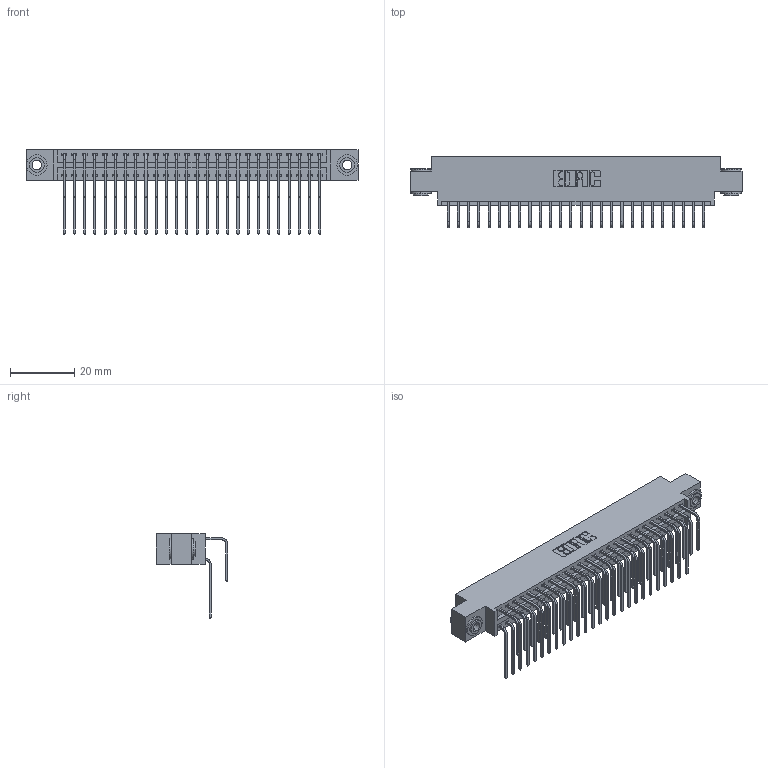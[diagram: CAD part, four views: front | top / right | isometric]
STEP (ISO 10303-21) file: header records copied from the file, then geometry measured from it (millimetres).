
FILE_DESCRIPTION (( 'STEP AP203' ), '1' );
FILE_NAME ('346-052-558-803.STEP', '2022-05-21T02:00:32', ( '' ), ( '' ), 'SwSTEP 2.0', 'SolidWorks 2020', '' );
FILE_SCHEMA (( 'CONFIG_CONTROL_DESIGN' ));
Length unit declared in the file: inch
Products named in the file (5): 345-292-001_558 559 Tail - 1; 345-250-002_345-250-002-102; 346-052-558-803; 346 Part_0.170 Offset - 0.156 Dia-TH; 345-292-001_558 Tail - 2
Assembly tree (55 placements, depth 2):
  346-052-558-803
    346 Part_0.170 Offset - 0.156 Dia-TH
    345-292-001_558 559 Tail - 1  x26
    345-292-001_558 Tail - 2  x26
    345-250-002_345-250-002-102  x2
Bounding box: 103.12 x 22.16 x 26.16 mm (x, y, z)
Volume: 10078.3 mm3; surface area: 15469.2 mm2
Topology: 55 solids, 55 shells, 2986 faces, 8825 edges, 5810 vertices
Faces by surface type: plane 2028, cylinder 950, cone 8
Entity records: 22104 total; most frequent: CARTESIAN_POINT 3700, ORIENTED_EDGE 3574, DIRECTION 3313, EDGE_CURVE 1787, VECTOR 1487, LINE 1487, VERTEX_POINT 1186, AXIS2_PLACEMENT_3D 913
